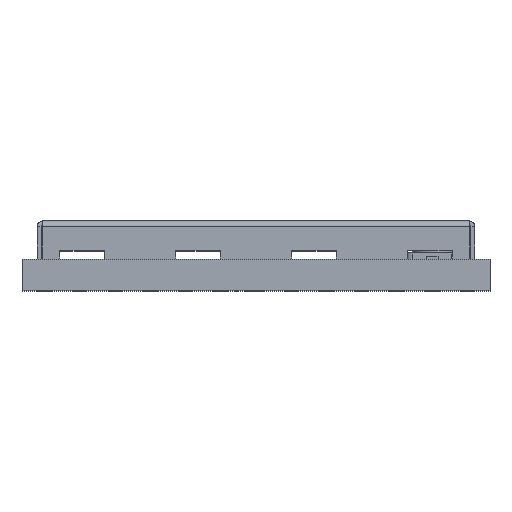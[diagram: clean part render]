
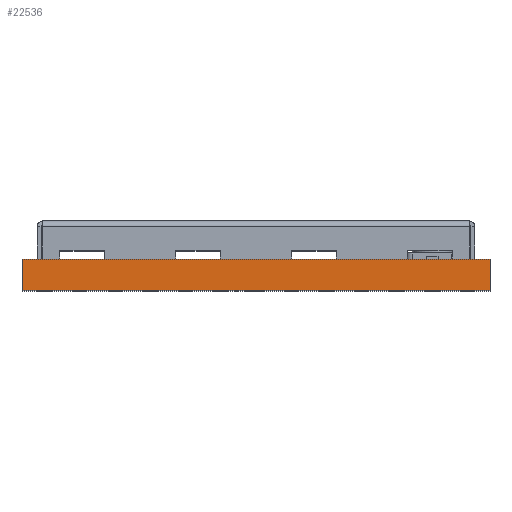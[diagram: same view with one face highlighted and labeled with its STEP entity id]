
A CAD part, top view. The second image highlights one B-rep face of the part: STEP entity #22536.
In plain terms, the highlighted planar face has unit normal (0, 0, 1).
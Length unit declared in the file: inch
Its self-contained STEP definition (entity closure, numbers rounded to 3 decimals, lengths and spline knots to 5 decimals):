
#147 = CARTESIAN_POINT ( 'NONE',  ( 0.465, 0., 0.465 ) ) ;
#383 = PLANE ( 'NONE',  #15115 ) ;
#439 = DIRECTION ( 'NONE',  ( 1., 0., 0. ) ) ;
#819 = VECTOR ( 'NONE', #439, 39.37008 ) ;
#1021 = ORIENTED_EDGE ( 'NONE', *, *, #14315, .T. ) ;
#1280 = EDGE_CURVE ( 'NONE', #18163, #16855, #1905, .T. ) ;
#1905 = LINE ( 'NONE', #147, #7537 ) ;
#3754 = FACE_OUTER_BOUND ( 'NONE', #4167, .T. ) ;
#4104 = DIRECTION ( 'NONE',  ( -1., 0., 0. ) ) ;
#4167 = EDGE_LOOP ( 'NONE', ( #22954, #22594, #16342, #1021 ) ) ;
#5648 = LINE ( 'NONE', #13089, #819 ) ;
#6802 = CARTESIAN_POINT ( 'NONE',  ( -0.465, 0.062, 0.465 ) ) ;
#6876 = CARTESIAN_POINT ( 'NONE',  ( 0.465, 0.062, 0.465 ) ) ;
#7537 = VECTOR ( 'NONE', #21944, 39.37008 ) ;
#7613 = CARTESIAN_POINT ( 'NONE',  ( 0.465, 0.062, 0.465 ) ) ;
#7926 = DIRECTION ( 'NONE',  ( 0., -1., 0. ) ) ;
#8318 = LINE ( 'NONE', #7613, #12587 ) ;
#8903 = DIRECTION ( 'NONE',  ( 0., -1., 0. ) ) ;
#9548 = CARTESIAN_POINT ( 'NONE',  ( 0.465, 0.062, 0.465 ) ) ;
#10837 = LINE ( 'NONE', #6802, #14816 ) ;
#12587 = VECTOR ( 'NONE', #7926, 39.37008 ) ;
#12845 = CARTESIAN_POINT ( 'NONE',  ( -0.465, 0.062, 0.465 ) ) ;
#13089 = CARTESIAN_POINT ( 'NONE',  ( 0.465, 0.062, 0.465 ) ) ;
#14294 = CARTESIAN_POINT ( 'NONE',  ( 0.465, 0., 0.465 ) ) ;
#14315 = EDGE_CURVE ( 'NONE', #18851, #18163, #10837, .T. ) ;
#14497 = EDGE_CURVE ( 'NONE', #18851, #20980, #5648, .T. ) ;
#14816 = VECTOR ( 'NONE', #8903, 39.37008 ) ;
#14943 = DIRECTION ( 'NONE',  ( 0., 0., -1. ) ) ;
#15115 = AXIS2_PLACEMENT_3D ( 'NONE', #9548, #14943, #4104 ) ;
#16279 = CARTESIAN_POINT ( 'NONE',  ( -0.465, 0., 0.465 ) ) ;
#16342 = ORIENTED_EDGE ( 'NONE', *, *, #14497, .F. ) ;
#16855 = VERTEX_POINT ( 'NONE', #14294 ) ;
#18163 = VERTEX_POINT ( 'NONE', #16279 ) ;
#18851 = VERTEX_POINT ( 'NONE', #12845 ) ;
#20980 = VERTEX_POINT ( 'NONE', #6876 ) ;
#21260 = EDGE_CURVE ( 'NONE', #20980, #16855, #8318, .T. ) ;
#21944 = DIRECTION ( 'NONE',  ( 1., 0., 0. ) ) ;
#22536 = ADVANCED_FACE ( 'NONE', ( #3754 ), #383, .F. ) ;
#22594 = ORIENTED_EDGE ( 'NONE', *, *, #21260, .F. ) ;
#22954 = ORIENTED_EDGE ( 'NONE', *, *, #1280, .T. ) ;
